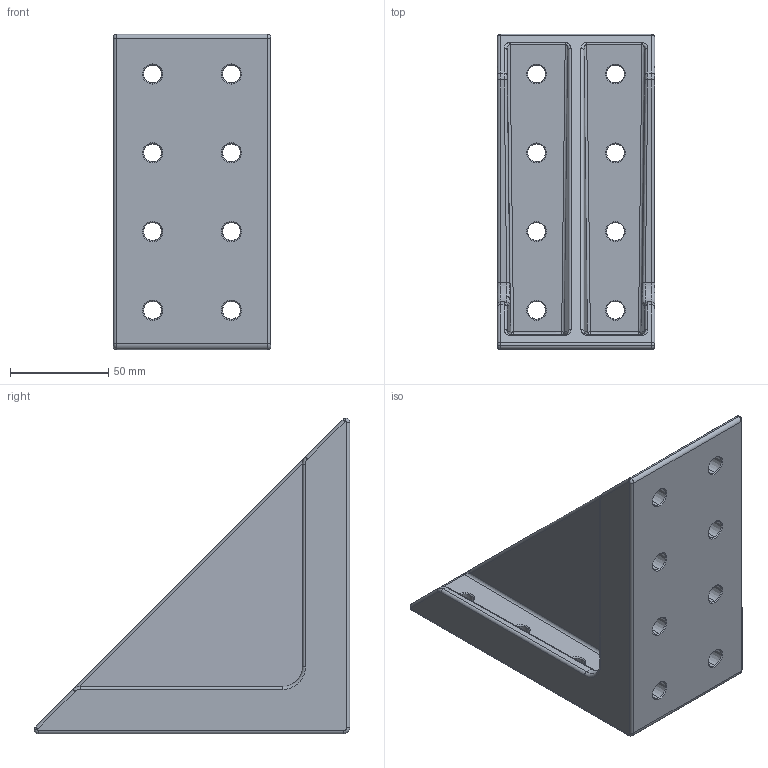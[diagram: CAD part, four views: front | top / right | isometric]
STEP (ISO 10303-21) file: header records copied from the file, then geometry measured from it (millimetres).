
FILE_DESCRIPTION (( 'STEP AP214' ), '1' );
FILE_NAME ('FIXE08E1426-Equerre 8 160x160x80 Al M8.step', '2023-03-24T10:03:14', ( 'Altae' ), ( '' ), 'SwSTEP 2.0', 'SolidWorks 2021', '' );
FILE_SCHEMA (( 'AUTOMOTIVE_DESIGN' ));
Length unit declared in the file: millimetre
Products named in the file (1): FIXE08E1426-Equerre 8 160x160x80 Al M8
Bounding box: 80 x 160.17 x 160.17 mm (x, y, z)
Volume: 328819.9 mm3; surface area: 91777.5 mm2
Topology: 1 solids, 1 shells, 197 faces, 495 edges, 297 vertices
Faces by surface type: cone 96, cylinder 46, bspline 19, plane 17, torus 15, sphere 4
Entity records: 6886 total; most frequent: CARTESIAN_POINT 2081, DIRECTION 1059, ORIENTED_EDGE 978, EDGE_CURVE 489, AXIS2_PLACEMENT_3D 434, VERTEX_POINT 294, CIRCLE 255, EDGE_LOOP 229
